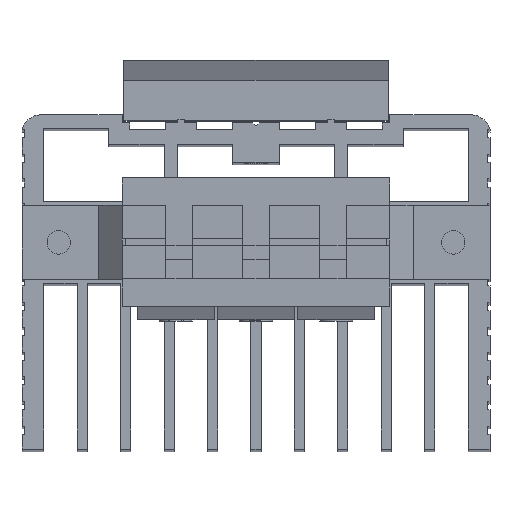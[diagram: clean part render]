
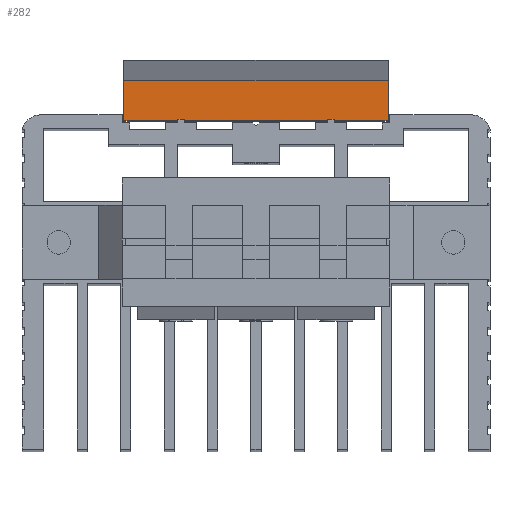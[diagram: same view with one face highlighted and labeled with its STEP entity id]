
A CAD part, top view. The second image highlights one B-rep face of the part: STEP entity #282.
In plain terms, the highlighted planar face has unit normal (0, 0, 1).
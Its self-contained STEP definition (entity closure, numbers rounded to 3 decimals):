
#282=ADVANCED_FACE('',(#964),#965,.T.);
#964=FACE_OUTER_BOUND('',#1863,.T.);
#965=PLANE('',#1864);
#1863=EDGE_LOOP('',(#4462,#4463,#4464,#4465,#4466,#4467,#4468,#4469));
#1864=AXIS2_PLACEMENT_3D('',#4470,#4471,#4472);
#4462=ORIENTED_EDGE('',*,*,#6751,.F.);
#4463=ORIENTED_EDGE('',*,*,#6804,.T.);
#4464=ORIENTED_EDGE('',*,*,#6853,.T.);
#4465=ORIENTED_EDGE('',*,*,#6841,.F.);
#4466=ORIENTED_EDGE('',*,*,#6753,.F.);
#4467=ORIENTED_EDGE('',*,*,#6854,.T.);
#4468=ORIENTED_EDGE('',*,*,#6744,.F.);
#4469=ORIENTED_EDGE('',*,*,#6855,.T.);
#4470=CARTESIAN_POINT('',(19.75,24.3,51.0));
#4471=DIRECTION('',(0.0,0.0,1.0));
#4472=DIRECTION('',(1.0,0.0,0.0));
#6744=EDGE_CURVE('',#8575,#8578,#8579,.T.);
#6751=EDGE_CURVE('',#8590,#8592,#8593,.T.);
#6753=EDGE_CURVE('',#8595,#8596,#8597,.T.);
#6804=EDGE_CURVE('',#8590,#8680,#8682,.T.);
#6841=EDGE_CURVE('',#8596,#8746,#8747,.T.);
#6853=EDGE_CURVE('',#8680,#8746,#8764,.T.);
#6854=EDGE_CURVE('',#8595,#8578,#8765,.T.);
#6855=EDGE_CURVE('',#8575,#8592,#8766,.T.);
#8575=VERTEX_POINT('',#11320);
#8578=VERTEX_POINT('',#11325);
#8579=LINE('',#11326,#11327);
#8590=VERTEX_POINT('',#11341);
#8592=VERTEX_POINT('',#11344);
#8593=LINE('',#11345,#11346);
#8595=VERTEX_POINT('',#11349);
#8596=VERTEX_POINT('',#11350);
#8597=LINE('',#11351,#11352);
#8680=VERTEX_POINT('',#11497);
#8682=LINE('',#11500,#11501);
#8746=VERTEX_POINT('',#11590);
#8747=LINE('',#11591,#11592);
#8764=LINE('',#11620,#11621);
#8765=LINE('',#11622,#11623);
#8766=LINE('',#11624,#11625);
#11320=CARTESIAN_POINT('',(10.7,24.3,51.0));
#11325=CARTESIAN_POINT('',(-10.7,24.3,51.0));
#11326=CARTESIAN_POINT('',(10.7,24.3,51.0));
#11327=VECTOR('',#13299,21.4);
#11341=CARTESIAN_POINT('',(19.75,24.3,51.0));
#11344=CARTESIAN_POINT('',(11.7,24.3,51.0));
#11345=CARTESIAN_POINT('',(19.75,24.3,51.0));
#11346=VECTOR('',#13310,8.05);
#11349=CARTESIAN_POINT('',(-11.7,24.3,51.0));
#11350=CARTESIAN_POINT('',(-19.75,24.3,51.0));
#11351=CARTESIAN_POINT('',(-11.7,24.3,51.0));
#11352=VECTOR('',#13312,8.05);
#11497=CARTESIAN_POINT('',(19.75,30.29,51.0));
#11500=CARTESIAN_POINT('',(19.75,24.3,51.0));
#11501=VECTOR('',#13369,5.99);
#11590=CARTESIAN_POINT('',(-19.75,30.29,51.0));
#11591=CARTESIAN_POINT('',(-19.75,24.3,51.0));
#11592=VECTOR('',#13428,5.99);
#11620=CARTESIAN_POINT('',(19.75,30.29,51.0));
#11621=VECTOR('',#13440,39.5);
#11622=CARTESIAN_POINT('',(-11.7,24.3,51.0));
#11623=VECTOR('',#13441,1.0);
#11624=CARTESIAN_POINT('',(10.7,24.3,51.0));
#11625=VECTOR('',#13442,1.0);
#13299=DIRECTION('',(-1.0,0.0,0.0));
#13310=DIRECTION('',(-1.0,0.0,0.0));
#13312=DIRECTION('',(-1.0,0.0,0.0));
#13369=DIRECTION('',(0.0,1.0,0.0));
#13428=DIRECTION('',(0.0,1.0,0.0));
#13440=DIRECTION('',(-1.0,0.0,0.0));
#13441=DIRECTION('',(1.0,0.0,0.0));
#13442=DIRECTION('',(1.0,0.0,0.0));
